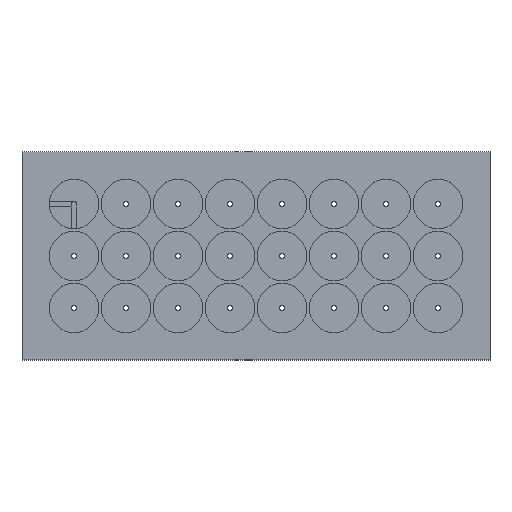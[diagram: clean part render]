
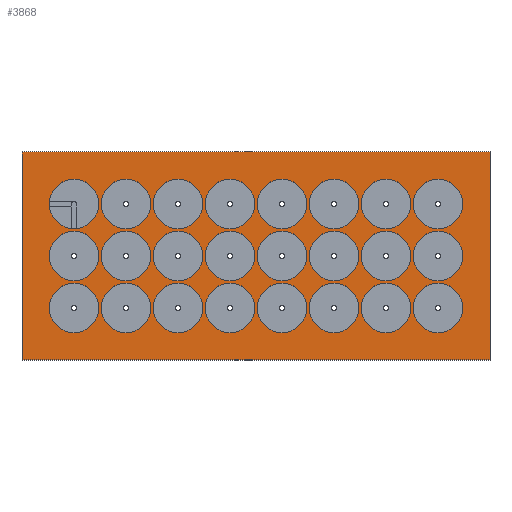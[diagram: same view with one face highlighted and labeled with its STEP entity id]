
A CAD part, top view. The second image highlights one B-rep face of the part: STEP entity #3868.
In plain terms, the highlighted planar face has unit normal (0, 0, 1).
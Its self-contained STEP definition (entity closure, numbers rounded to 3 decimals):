
#168=FACE_BOUND('',#807,.T.);
#169=FACE_BOUND('',#808,.T.);
#170=FACE_BOUND('',#809,.T.);
#171=FACE_BOUND('',#810,.T.);
#172=FACE_BOUND('',#811,.T.);
#173=FACE_BOUND('',#812,.T.);
#174=FACE_BOUND('',#813,.T.);
#175=FACE_BOUND('',#814,.T.);
#176=FACE_BOUND('',#815,.T.);
#177=FACE_BOUND('',#816,.T.);
#178=FACE_BOUND('',#817,.T.);
#179=FACE_BOUND('',#818,.T.);
#180=FACE_BOUND('',#819,.T.);
#181=FACE_BOUND('',#820,.T.);
#182=FACE_BOUND('',#821,.T.);
#183=FACE_BOUND('',#822,.T.);
#184=FACE_BOUND('',#823,.T.);
#185=FACE_BOUND('',#824,.T.);
#186=FACE_BOUND('',#825,.T.);
#187=FACE_BOUND('',#826,.T.);
#188=FACE_BOUND('',#827,.T.);
#189=FACE_BOUND('',#828,.T.);
#190=FACE_BOUND('',#829,.T.);
#191=FACE_BOUND('',#830,.T.);
#347=PLANE('',#4378);
#528=FACE_OUTER_BOUND('',#806,.T.);
#806=EDGE_LOOP('',(#3119,#3120,#3121,#3122));
#807=EDGE_LOOP('',(#3123));
#808=EDGE_LOOP('',(#3124));
#809=EDGE_LOOP('',(#3125));
#810=EDGE_LOOP('',(#3126));
#811=EDGE_LOOP('',(#3127));
#812=EDGE_LOOP('',(#3128));
#813=EDGE_LOOP('',(#3129));
#814=EDGE_LOOP('',(#3130));
#815=EDGE_LOOP('',(#3131));
#816=EDGE_LOOP('',(#3132));
#817=EDGE_LOOP('',(#3133));
#818=EDGE_LOOP('',(#3134));
#819=EDGE_LOOP('',(#3135));
#820=EDGE_LOOP('',(#3136));
#821=EDGE_LOOP('',(#3137));
#822=EDGE_LOOP('',(#3138));
#823=EDGE_LOOP('',(#3139));
#824=EDGE_LOOP('',(#3140));
#825=EDGE_LOOP('',(#3141));
#826=EDGE_LOOP('',(#3142));
#827=EDGE_LOOP('',(#3143));
#828=EDGE_LOOP('',(#3144));
#829=EDGE_LOOP('',(#3145));
#830=EDGE_LOOP('',(#3146));
#1190=LINE('',#6683,#1420);
#1191=LINE('',#6685,#1421);
#1192=LINE('',#6687,#1422);
#1193=LINE('',#6688,#1423);
#1420=VECTOR('',#5323,10.);
#1421=VECTOR('',#5324,10.);
#1422=VECTOR('',#5325,10.);
#1423=VECTOR('',#5326,10.);
#1599=CIRCLE('',#4379,47.5);
#1600=CIRCLE('',#4380,47.5);
#1601=CIRCLE('',#4381,47.5);
#1602=CIRCLE('',#4382,47.5);
#1603=CIRCLE('',#4383,47.5);
#1604=CIRCLE('',#4384,47.5);
#1605=CIRCLE('',#4385,47.5);
#1606=CIRCLE('',#4386,47.5);
#1607=CIRCLE('',#4387,47.5);
#1608=CIRCLE('',#4388,47.5);
#1609=CIRCLE('',#4389,47.5);
#1610=CIRCLE('',#4390,47.5);
#1611=CIRCLE('',#4391,47.5);
#1612=CIRCLE('',#4392,47.5);
#1613=CIRCLE('',#4393,47.5);
#1614=CIRCLE('',#4394,47.5);
#1615=CIRCLE('',#4395,47.5);
#1616=CIRCLE('',#4396,47.5);
#1617=CIRCLE('',#4397,47.5);
#1618=CIRCLE('',#4398,47.5);
#1619=CIRCLE('',#4399,47.5);
#1620=CIRCLE('',#4400,47.5);
#1621=CIRCLE('',#4401,47.5);
#1622=CIRCLE('',#4402,47.5);
#1928=VERTEX_POINT('',#6681);
#1929=VERTEX_POINT('',#6682);
#1930=VERTEX_POINT('',#6684);
#1931=VERTEX_POINT('',#6686);
#1932=VERTEX_POINT('',#6689);
#1933=VERTEX_POINT('',#6691);
#1934=VERTEX_POINT('',#6693);
#1935=VERTEX_POINT('',#6695);
#1936=VERTEX_POINT('',#6697);
#1937=VERTEX_POINT('',#6699);
#1938=VERTEX_POINT('',#6701);
#1939=VERTEX_POINT('',#6703);
#1940=VERTEX_POINT('',#6705);
#1941=VERTEX_POINT('',#6707);
#1942=VERTEX_POINT('',#6709);
#1943=VERTEX_POINT('',#6711);
#1944=VERTEX_POINT('',#6713);
#1945=VERTEX_POINT('',#6715);
#1946=VERTEX_POINT('',#6717);
#1947=VERTEX_POINT('',#6719);
#1948=VERTEX_POINT('',#6721);
#1949=VERTEX_POINT('',#6723);
#1950=VERTEX_POINT('',#6725);
#1951=VERTEX_POINT('',#6727);
#1952=VERTEX_POINT('',#6729);
#1953=VERTEX_POINT('',#6731);
#1954=VERTEX_POINT('',#6733);
#1955=VERTEX_POINT('',#6735);
#2353=EDGE_CURVE('',#1928,#1929,#1190,.T.);
#2354=EDGE_CURVE('',#1929,#1930,#1191,.T.);
#2355=EDGE_CURVE('',#1930,#1931,#1192,.T.);
#2356=EDGE_CURVE('',#1931,#1928,#1193,.T.);
#2357=EDGE_CURVE('',#1932,#1932,#1599,.T.);
#2358=EDGE_CURVE('',#1933,#1933,#1600,.T.);
#2359=EDGE_CURVE('',#1934,#1934,#1601,.T.);
#2360=EDGE_CURVE('',#1935,#1935,#1602,.T.);
#2361=EDGE_CURVE('',#1936,#1936,#1603,.T.);
#2362=EDGE_CURVE('',#1937,#1937,#1604,.T.);
#2363=EDGE_CURVE('',#1938,#1938,#1605,.T.);
#2364=EDGE_CURVE('',#1939,#1939,#1606,.T.);
#2365=EDGE_CURVE('',#1940,#1940,#1607,.T.);
#2366=EDGE_CURVE('',#1941,#1941,#1608,.T.);
#2367=EDGE_CURVE('',#1942,#1942,#1609,.T.);
#2368=EDGE_CURVE('',#1943,#1943,#1610,.T.);
#2369=EDGE_CURVE('',#1944,#1944,#1611,.T.);
#2370=EDGE_CURVE('',#1945,#1945,#1612,.T.);
#2371=EDGE_CURVE('',#1946,#1946,#1613,.T.);
#2372=EDGE_CURVE('',#1947,#1947,#1614,.T.);
#2373=EDGE_CURVE('',#1948,#1948,#1615,.T.);
#2374=EDGE_CURVE('',#1949,#1949,#1616,.T.);
#2375=EDGE_CURVE('',#1950,#1950,#1617,.T.);
#2376=EDGE_CURVE('',#1951,#1951,#1618,.T.);
#2377=EDGE_CURVE('',#1952,#1952,#1619,.T.);
#2378=EDGE_CURVE('',#1953,#1953,#1620,.T.);
#2379=EDGE_CURVE('',#1954,#1954,#1621,.T.);
#2380=EDGE_CURVE('',#1955,#1955,#1622,.T.);
#3119=ORIENTED_EDGE('',*,*,#2353,.T.);
#3120=ORIENTED_EDGE('',*,*,#2354,.T.);
#3121=ORIENTED_EDGE('',*,*,#2355,.T.);
#3122=ORIENTED_EDGE('',*,*,#2356,.T.);
#3123=ORIENTED_EDGE('',*,*,#2357,.T.);
#3124=ORIENTED_EDGE('',*,*,#2358,.T.);
#3125=ORIENTED_EDGE('',*,*,#2359,.T.);
#3126=ORIENTED_EDGE('',*,*,#2360,.T.);
#3127=ORIENTED_EDGE('',*,*,#2361,.T.);
#3128=ORIENTED_EDGE('',*,*,#2362,.T.);
#3129=ORIENTED_EDGE('',*,*,#2363,.T.);
#3130=ORIENTED_EDGE('',*,*,#2364,.T.);
#3131=ORIENTED_EDGE('',*,*,#2365,.T.);
#3132=ORIENTED_EDGE('',*,*,#2366,.T.);
#3133=ORIENTED_EDGE('',*,*,#2367,.T.);
#3134=ORIENTED_EDGE('',*,*,#2368,.T.);
#3135=ORIENTED_EDGE('',*,*,#2369,.T.);
#3136=ORIENTED_EDGE('',*,*,#2370,.T.);
#3137=ORIENTED_EDGE('',*,*,#2371,.T.);
#3138=ORIENTED_EDGE('',*,*,#2372,.T.);
#3139=ORIENTED_EDGE('',*,*,#2373,.T.);
#3140=ORIENTED_EDGE('',*,*,#2374,.T.);
#3141=ORIENTED_EDGE('',*,*,#2375,.T.);
#3142=ORIENTED_EDGE('',*,*,#2376,.T.);
#3143=ORIENTED_EDGE('',*,*,#2377,.T.);
#3144=ORIENTED_EDGE('',*,*,#2378,.T.);
#3145=ORIENTED_EDGE('',*,*,#2379,.T.);
#3146=ORIENTED_EDGE('',*,*,#2380,.T.);
#3868=ADVANCED_FACE('',(#528,#168,#169,#170,#171,#172,#173,#174,#175,#176,
#177,#178,#179,#180,#181,#182,#183,#184,#185,#186,#187,#188,#189,#190,#191),
#347,.T.);
#4378=AXIS2_PLACEMENT_3D('',#6680,#5321,#5322);
#4379=AXIS2_PLACEMENT_3D('',#6690,#5327,#5328);
#4380=AXIS2_PLACEMENT_3D('',#6692,#5329,#5330);
#4381=AXIS2_PLACEMENT_3D('',#6694,#5331,#5332);
#4382=AXIS2_PLACEMENT_3D('',#6696,#5333,#5334);
#4383=AXIS2_PLACEMENT_3D('',#6698,#5335,#5336);
#4384=AXIS2_PLACEMENT_3D('',#6700,#5337,#5338);
#4385=AXIS2_PLACEMENT_3D('',#6702,#5339,#5340);
#4386=AXIS2_PLACEMENT_3D('',#6704,#5341,#5342);
#4387=AXIS2_PLACEMENT_3D('',#6706,#5343,#5344);
#4388=AXIS2_PLACEMENT_3D('',#6708,#5345,#5346);
#4389=AXIS2_PLACEMENT_3D('',#6710,#5347,#5348);
#4390=AXIS2_PLACEMENT_3D('',#6712,#5349,#5350);
#4391=AXIS2_PLACEMENT_3D('',#6714,#5351,#5352);
#4392=AXIS2_PLACEMENT_3D('',#6716,#5353,#5354);
#4393=AXIS2_PLACEMENT_3D('',#6718,#5355,#5356);
#4394=AXIS2_PLACEMENT_3D('',#6720,#5357,#5358);
#4395=AXIS2_PLACEMENT_3D('',#6722,#5359,#5360);
#4396=AXIS2_PLACEMENT_3D('',#6724,#5361,#5362);
#4397=AXIS2_PLACEMENT_3D('',#6726,#5363,#5364);
#4398=AXIS2_PLACEMENT_3D('',#6728,#5365,#5366);
#4399=AXIS2_PLACEMENT_3D('',#6730,#5367,#5368);
#4400=AXIS2_PLACEMENT_3D('',#6732,#5369,#5370);
#4401=AXIS2_PLACEMENT_3D('',#6734,#5371,#5372);
#4402=AXIS2_PLACEMENT_3D('',#6736,#5373,#5374);
#5321=DIRECTION('center_axis',(0.,0.,1.));
#5322=DIRECTION('ref_axis',(1.,0.,0.));
#5323=DIRECTION('',(0.,-1.,0.));
#5324=DIRECTION('',(1.,0.,0.));
#5325=DIRECTION('',(0.,1.,0.));
#5326=DIRECTION('',(-1.,0.,0.));
#5327=DIRECTION('center_axis',(0.,0.,-1.));
#5328=DIRECTION('ref_axis',(1.,0.,0.));
#5329=DIRECTION('center_axis',(0.,0.,-1.));
#5330=DIRECTION('ref_axis',(1.,0.,0.));
#5331=DIRECTION('center_axis',(0.,0.,-1.));
#5332=DIRECTION('ref_axis',(1.,0.,0.));
#5333=DIRECTION('center_axis',(0.,0.,-1.));
#5334=DIRECTION('ref_axis',(1.,0.,0.));
#5335=DIRECTION('center_axis',(0.,0.,-1.));
#5336=DIRECTION('ref_axis',(1.,0.,0.));
#5337=DIRECTION('center_axis',(0.,0.,-1.));
#5338=DIRECTION('ref_axis',(1.,0.,0.));
#5339=DIRECTION('center_axis',(0.,0.,-1.));
#5340=DIRECTION('ref_axis',(1.,0.,0.));
#5341=DIRECTION('center_axis',(0.,0.,-1.));
#5342=DIRECTION('ref_axis',(1.,0.,0.));
#5343=DIRECTION('center_axis',(0.,0.,-1.));
#5344=DIRECTION('ref_axis',(1.,0.,0.));
#5345=DIRECTION('center_axis',(0.,0.,-1.));
#5346=DIRECTION('ref_axis',(1.,0.,0.));
#5347=DIRECTION('center_axis',(0.,0.,-1.));
#5348=DIRECTION('ref_axis',(1.,0.,0.));
#5349=DIRECTION('center_axis',(0.,0.,-1.));
#5350=DIRECTION('ref_axis',(1.,0.,0.));
#5351=DIRECTION('center_axis',(0.,0.,-1.));
#5352=DIRECTION('ref_axis',(1.,0.,0.));
#5353=DIRECTION('center_axis',(0.,0.,-1.));
#5354=DIRECTION('ref_axis',(1.,0.,0.));
#5355=DIRECTION('center_axis',(0.,0.,-1.));
#5356=DIRECTION('ref_axis',(1.,0.,0.));
#5357=DIRECTION('center_axis',(0.,0.,-1.));
#5358=DIRECTION('ref_axis',(1.,0.,0.));
#5359=DIRECTION('center_axis',(0.,0.,-1.));
#5360=DIRECTION('ref_axis',(1.,0.,0.));
#5361=DIRECTION('center_axis',(0.,0.,-1.));
#5362=DIRECTION('ref_axis',(1.,0.,0.));
#5363=DIRECTION('center_axis',(0.,0.,-1.));
#5364=DIRECTION('ref_axis',(1.,0.,0.));
#5365=DIRECTION('center_axis',(0.,0.,-1.));
#5366=DIRECTION('ref_axis',(1.,0.,0.));
#5367=DIRECTION('center_axis',(0.,0.,-1.));
#5368=DIRECTION('ref_axis',(1.,0.,0.));
#5369=DIRECTION('center_axis',(0.,0.,-1.));
#5370=DIRECTION('ref_axis',(1.,0.,0.));
#5371=DIRECTION('center_axis',(0.,0.,-1.));
#5372=DIRECTION('ref_axis',(1.,0.,0.));
#5373=DIRECTION('center_axis',(0.,0.,-1.));
#5374=DIRECTION('ref_axis',(1.,0.,0.));
#6680=CARTESIAN_POINT('Origin',(350.,100.,3.));
#6681=CARTESIAN_POINT('',(-100.,300.,3.));
#6682=CARTESIAN_POINT('',(-100.,-100.,3.));
#6683=CARTESIAN_POINT('',(-100.,300.,3.));
#6684=CARTESIAN_POINT('',(800.,-100.,3.));
#6685=CARTESIAN_POINT('',(-100.,-100.,3.));
#6686=CARTESIAN_POINT('',(800.,300.,3.));
#6687=CARTESIAN_POINT('',(800.,-100.,3.));
#6688=CARTESIAN_POINT('',(800.,300.,3.));
#6689=CARTESIAN_POINT('',(452.5,0.,3.));
#6690=CARTESIAN_POINT('Origin',(500.,0.,3.));
#6691=CARTESIAN_POINT('',(52.5,200.,3.));
#6692=CARTESIAN_POINT('Origin',(100.,200.,3.));
#6693=CARTESIAN_POINT('',(652.5,0.,3.));
#6694=CARTESIAN_POINT('Origin',(700.,0.,3.));
#6695=CARTESIAN_POINT('',(252.5,100.,3.));
#6696=CARTESIAN_POINT('Origin',(300.,100.,3.));
#6697=CARTESIAN_POINT('',(452.5,200.,3.));
#6698=CARTESIAN_POINT('Origin',(500.,200.,3.));
#6699=CARTESIAN_POINT('',(252.5,200.,3.));
#6700=CARTESIAN_POINT('Origin',(300.,200.,3.));
#6701=CARTESIAN_POINT('',(652.5,200.,3.));
#6702=CARTESIAN_POINT('Origin',(700.,200.,3.));
#6703=CARTESIAN_POINT('',(152.5,100.,3.));
#6704=CARTESIAN_POINT('Origin',(200.,100.,3.));
#6705=CARTESIAN_POINT('',(-47.5,200.,3.));
#6706=CARTESIAN_POINT('Origin',(0.,200.,3.));
#6707=CARTESIAN_POINT('',(552.5,0.,3.));
#6708=CARTESIAN_POINT('Origin',(600.,0.,3.));
#6709=CARTESIAN_POINT('',(252.5,0.,3.));
#6710=CARTESIAN_POINT('Origin',(300.,0.,3.));
#6711=CARTESIAN_POINT('',(-47.5,0.,3.));
#6712=CARTESIAN_POINT('Origin',(0.,0.,3.));
#6713=CARTESIAN_POINT('',(52.5,0.,3.));
#6714=CARTESIAN_POINT('Origin',(100.,0.,3.));
#6715=CARTESIAN_POINT('',(452.5,100.,3.));
#6716=CARTESIAN_POINT('Origin',(500.,100.,3.));
#6717=CARTESIAN_POINT('',(-47.5,100.,3.));
#6718=CARTESIAN_POINT('Origin',(0.,100.,3.));
#6719=CARTESIAN_POINT('',(352.5,100.,3.));
#6720=CARTESIAN_POINT('Origin',(400.,100.,3.));
#6721=CARTESIAN_POINT('',(152.5,200.,3.));
#6722=CARTESIAN_POINT('Origin',(200.,200.,3.));
#6723=CARTESIAN_POINT('',(552.5,200.,3.));
#6724=CARTESIAN_POINT('Origin',(600.,200.,3.));
#6725=CARTESIAN_POINT('',(352.5,200.,3.));
#6726=CARTESIAN_POINT('Origin',(400.,200.,3.));
#6727=CARTESIAN_POINT('',(552.5,100.,3.));
#6728=CARTESIAN_POINT('Origin',(600.,100.,3.));
#6729=CARTESIAN_POINT('',(652.5,100.,3.));
#6730=CARTESIAN_POINT('Origin',(700.,100.,3.));
#6731=CARTESIAN_POINT('',(52.5,100.,3.));
#6732=CARTESIAN_POINT('Origin',(100.,100.,3.));
#6733=CARTESIAN_POINT('',(352.5,0.,3.));
#6734=CARTESIAN_POINT('Origin',(400.,0.,3.));
#6735=CARTESIAN_POINT('',(152.5,0.,3.));
#6736=CARTESIAN_POINT('Origin',(200.,0.,3.));
